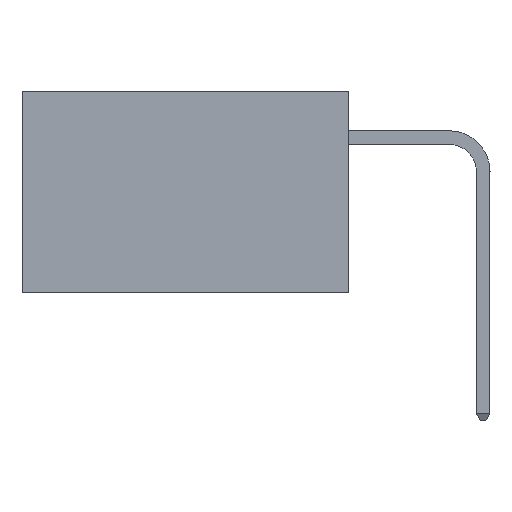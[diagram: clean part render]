
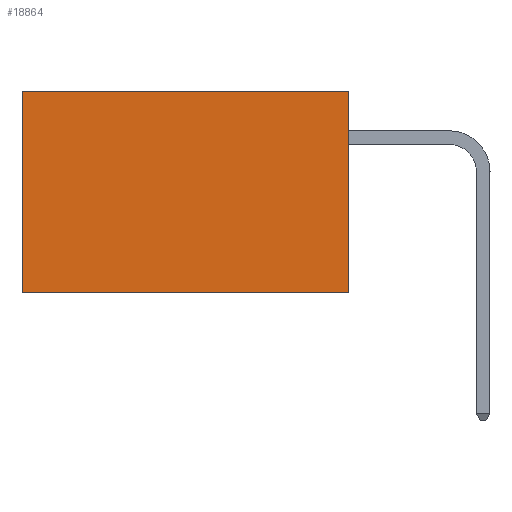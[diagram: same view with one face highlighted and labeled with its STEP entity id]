
A CAD part, left-side view. The second image highlights one B-rep face of the part: STEP entity #18864.
In plain terms, the highlighted planar face has unit normal (-1, 0, 0).
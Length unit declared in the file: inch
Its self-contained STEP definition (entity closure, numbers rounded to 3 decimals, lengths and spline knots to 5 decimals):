
#5031 = LINE ( 'NONE', #14132, #35158 ) ;
#5154 = ORIENTED_EDGE ( 'NONE', *, *, #15696, .F. ) ;
#7848 = VECTOR ( 'NONE', #21699, 39.37008 ) ;
#8820 = EDGE_CURVE ( 'NONE', #22564, #11102, #27939, .T. ) ;
#9149 = CARTESIAN_POINT ( 'NONE',  ( 0.2875, 0., 0. ) ) ;
#10292 = VERTEX_POINT ( 'NONE', #23551 ) ;
#11102 = VERTEX_POINT ( 'NONE', #42992 ) ;
#11980 = CARTESIAN_POINT ( 'NONE',  ( 0.2875, 0., -0.37 ) ) ;
#14132 = CARTESIAN_POINT ( 'NONE',  ( 0.2875, 0.6, 0. ) ) ;
#14270 = DIRECTION ( 'NONE',  ( 0., 0., -1. ) ) ;
#15444 = ORIENTED_EDGE ( 'NONE', *, *, #8820, .F. ) ;
#15696 = EDGE_CURVE ( 'NONE', #11102, #16691, #34752, .T. ) ;
#16493 = FACE_OUTER_BOUND ( 'NONE', #38829, .T. ) ;
#16691 = VERTEX_POINT ( 'NONE', #31855 ) ;
#18455 = CARTESIAN_POINT ( 'NONE',  ( 0.2875, 0., 0. ) ) ;
#18864 = ADVANCED_FACE ( 'NONE', ( #16493 ), #22655, .F. ) ;
#18921 = LINE ( 'NONE', #9149, #22073 ) ;
#21089 = EDGE_CURVE ( 'NONE', #22564, #10292, #18921, .T. ) ;
#21699 = DIRECTION ( 'NONE',  ( 0., 1., 0. ) ) ;
#22073 = VECTOR ( 'NONE', #29482, 39.37008 ) ;
#22161 = VECTOR ( 'NONE', #29976, 39.37008 ) ;
#22564 = VERTEX_POINT ( 'NONE', #18455 ) ;
#22655 = PLANE ( 'NONE',  #42702 ) ;
#23551 = CARTESIAN_POINT ( 'NONE',  ( 0.2875, 0.6, 0. ) ) ;
#27939 = LINE ( 'NONE', #36909, #22161 ) ;
#29111 = DIRECTION ( 'NONE',  ( 0., 0., -1. ) ) ;
#29482 = DIRECTION ( 'NONE',  ( 0., 1., 0. ) ) ;
#29976 = DIRECTION ( 'NONE',  ( 0., 0., -1. ) ) ;
#30839 = EDGE_CURVE ( 'NONE', #10292, #16691, #5031, .T. ) ;
#31722 = ORIENTED_EDGE ( 'NONE', *, *, #30839, .T. ) ;
#31855 = CARTESIAN_POINT ( 'NONE',  ( 0.2875, 0.6, -0.37 ) ) ;
#32931 = CARTESIAN_POINT ( 'NONE',  ( 0.2875, 0., 0. ) ) ;
#34752 = LINE ( 'NONE', #11980, #7848 ) ;
#35158 = VECTOR ( 'NONE', #14270, 39.37008 ) ;
#35745 = DIRECTION ( 'NONE',  ( 1., 0., 0. ) ) ;
#36909 = CARTESIAN_POINT ( 'NONE',  ( 0.2875, 0., 0. ) ) ;
#38829 = EDGE_LOOP ( 'NONE', ( #31722, #5154, #15444, #40827 ) ) ;
#40827 = ORIENTED_EDGE ( 'NONE', *, *, #21089, .T. ) ;
#42702 = AXIS2_PLACEMENT_3D ( 'NONE', #32931, #35745, #29111 ) ;
#42992 = CARTESIAN_POINT ( 'NONE',  ( 0.2875, 0., -0.37 ) ) ;
